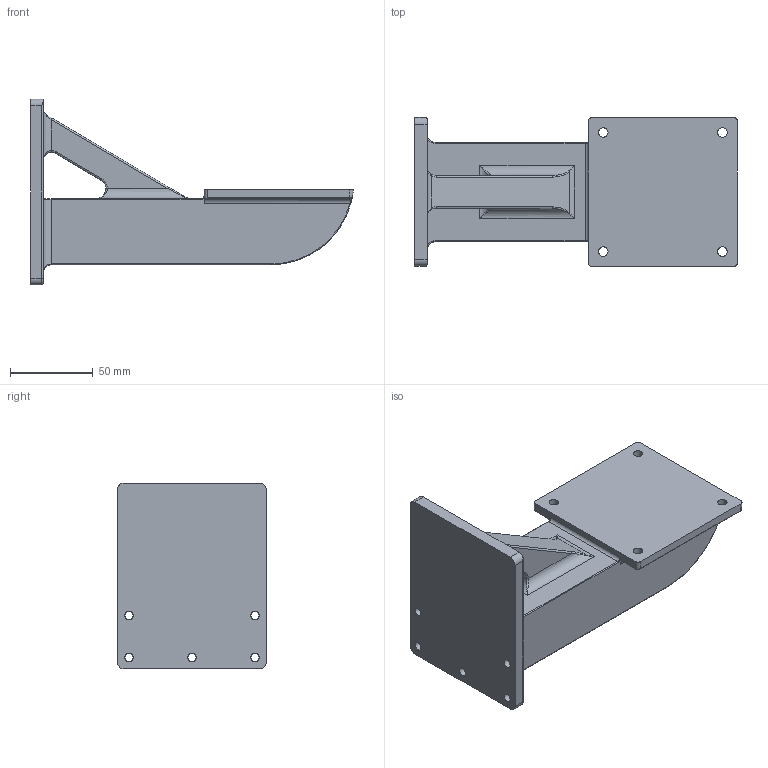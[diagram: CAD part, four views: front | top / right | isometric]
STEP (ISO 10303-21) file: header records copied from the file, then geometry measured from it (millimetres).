
FILE_DESCRIPTION(/* description */ ('','CAx-IF Rec.Pracs.---Representation and Presentation of Product Manufacturing Information (PMI)---4.0---2014-10-13'),/* implementation_level */ '2;1');
FILE_NAME(/* name */ 'EravantAUTHolder v13.step',/* time_stamp */ '2025-05-05T15:49:25-06:00',/* author */ (''),/* organization */ (''),/* preprocessor_version */ 'ST-DEVELOPER v20',/* originating_system */ 'Autodesk Translation Framework v13.20.0.188',/* authorisation */ '');
FILE_SCHEMA (('AP242_MANAGED_MODEL_BASED_3D_ENGINEERING_MIM_LF { 1 0 10303 442 1 1 4 }'));
Length unit declared in the file: millimetre
Products named in the file (2): EravantAUTHolder; Component1
Assembly tree (1 placements, depth 2):
  EravantAUTHolder
    Component1
Bounding box: 195 x 90 x 112.42 mm (x, y, z)
Volume: 569529.1 mm3; surface area: 69439.7 mm2
Topology: 1 solids, 1 shells, 97 faces, 247 edges, 142 vertices
Faces by surface type: cylinder 45, plane 20, bspline 18, torus 14
Full cylindrical faces by diameter (mm): 5.08 x5, 5.7 x4
Entity records: 3401 total; most frequent: CARTESIAN_POINT 1029, DIRECTION 505, ORIENTED_EDGE 474, EDGE_CURVE 237, AXIS2_PLACEMENT_3D 205, VERTEX_POINT 142, EDGE_LOOP 117, FACE_OUTER_BOUND 97
